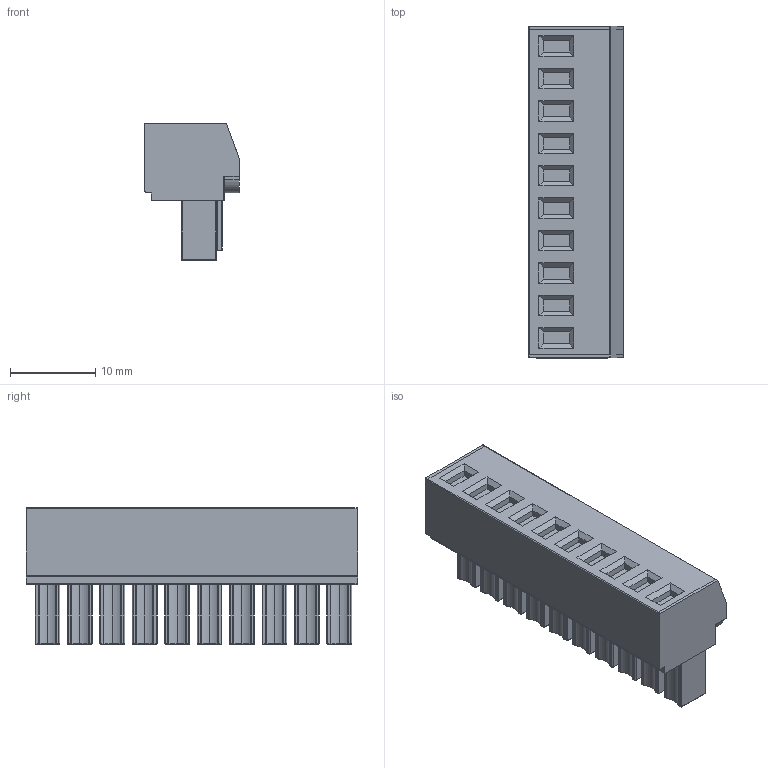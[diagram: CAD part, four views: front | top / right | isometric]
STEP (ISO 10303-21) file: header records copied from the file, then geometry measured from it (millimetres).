
FILE_DESCRIPTION (( 'STEP AP214' ), '1' );
FILE_NAME ('BX-RTB10.STEP', '2017-03-21T15:24:25', ( '' ), ( '' ), 'SwSTEP 2.0', 'SolidWorks 2016', '' );
FILE_SCHEMA (( 'AUTOMOTIVE_DESIGN' ));
Length unit declared in the file: millimetre
Products named in the file (1): BX-RTB10
Bounding box: 11.1 x 38.89 x 16 mm (x, y, z)
Surface area: 3307 mm2 (no closed solid volume)
Topology: 0 solids, 2 shells, 836 faces, 1980 edges, 1164 vertices
Faces by surface type: cylinder 381, plane 321, torus 81, sphere 53
Entity records: 25935 total; most frequent: CARTESIAN_POINT 4671, DIRECTION 4248, ORIENTED_EDGE 3840, EDGE_CURVE 1920, AXIS2_PLACEMENT_3D 1587, VERTEX_POINT 1157, VECTOR 1074, LINE 1074
